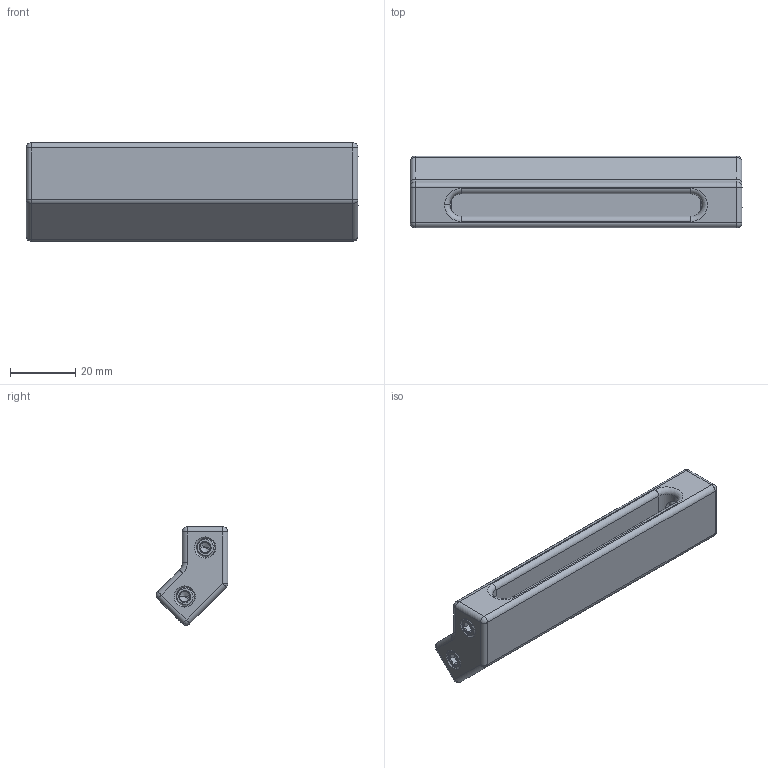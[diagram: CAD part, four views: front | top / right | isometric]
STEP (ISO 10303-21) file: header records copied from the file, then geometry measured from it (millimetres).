
FILE_DESCRIPTION (( 'STEP AP214' ), '1' );
FILE_NAME ('HG-5478 Rev A 45 Degree Busbar Coupler STEP.STEP', '2018-12-24T04:29:01', ( '' ), ( '' ), 'SwSTEP 2.0', 'SolidWorks 2018', '' );
FILE_SCHEMA (( 'AUTOMOTIVE_DESIGN' ));
Length unit declared in the file: inch
Products named in the file (3): HG-5479 45 Degree Busbar Coupler; Set Screw .250-20 x .500_92311A537; HG-5478 Rev A 45 Degree Busbar Coupler STEP
Assembly tree (5 placements, depth 2):
  HG-5478 Rev A 45 Degree Busbar Coupler STEP
    HG-5479 45 Degree Busbar Coupler
    Set Screw .250-20 x .500_92311A537  x4
Bounding box: 101.6 x 21.97 x 30.13 mm (x, y, z)
Volume: 29384 mm3; surface area: 15620.3 mm2
Topology: 5 solids, 5 shells, 276 faces, 676 edges, 391 vertices
Faces by surface type: cylinder 108, cone 72, plane 66, bspline 12, sphere 11, torus 7
Entity records: 5672 total; most frequent: CARTESIAN_POINT 2705, DIRECTION 585, ORIENTED_EDGE 574, EDGE_CURVE 287, AXIS2_PLACEMENT_3D 233, VERTEX_POINT 167, EDGE_LOOP 136, ADVANCED_FACE 126
